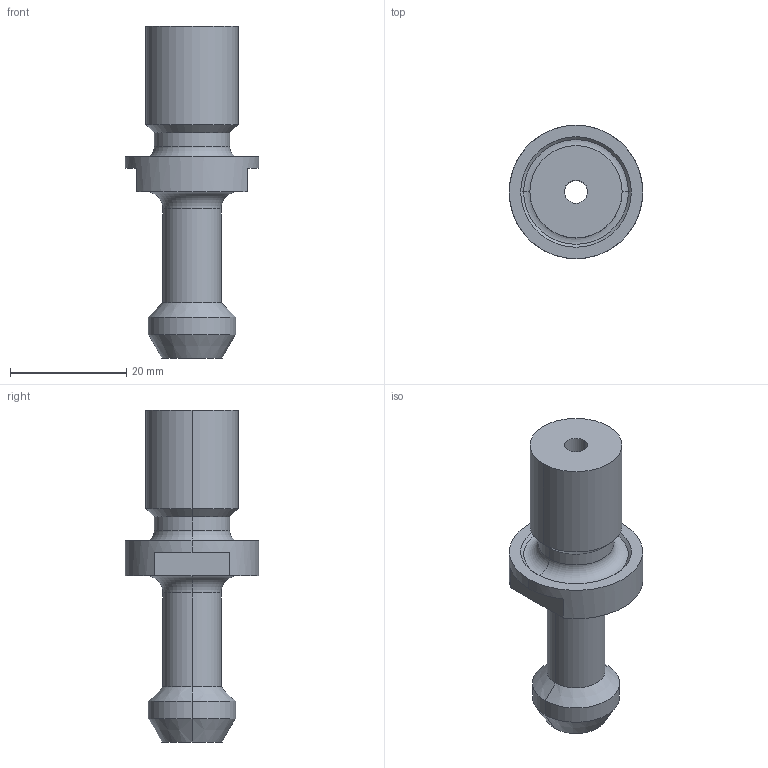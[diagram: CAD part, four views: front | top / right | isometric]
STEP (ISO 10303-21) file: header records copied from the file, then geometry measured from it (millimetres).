
FILE_DESCRIPTION (( 'STEP AP203' ), '1' );
FILE_NAME ('STP-21003-45C.STEP', '2018-09-26T01:55:23', ( '' ), ( '' ), 'SwSTEP 2.0', 'SolidWorks 2015', '' );
FILE_SCHEMA (( 'CONFIG_CONTROL_DESIGN' ));
Length unit declared in the file: millimetre
Products named in the file (1): STP-21003-45C
Bounding box: 23 x 23 x 57.15 mm (x, y, z)
Volume: 8679.2 mm3; surface area: 4152.5 mm2
Topology: 1 solids, 1 shells, 32 faces, 68 edges, 40 vertices
Faces by surface type: cylinder 12, cone 8, plane 8, torus 4
Entity records: 945 total; most frequent: DIRECTION 174, CARTESIAN_POINT 141, ORIENTED_EDGE 136, AXIS2_PLACEMENT_3D 73, EDGE_CURVE 68, VERTEX_POINT 40, CIRCLE 40, EDGE_LOOP 36
